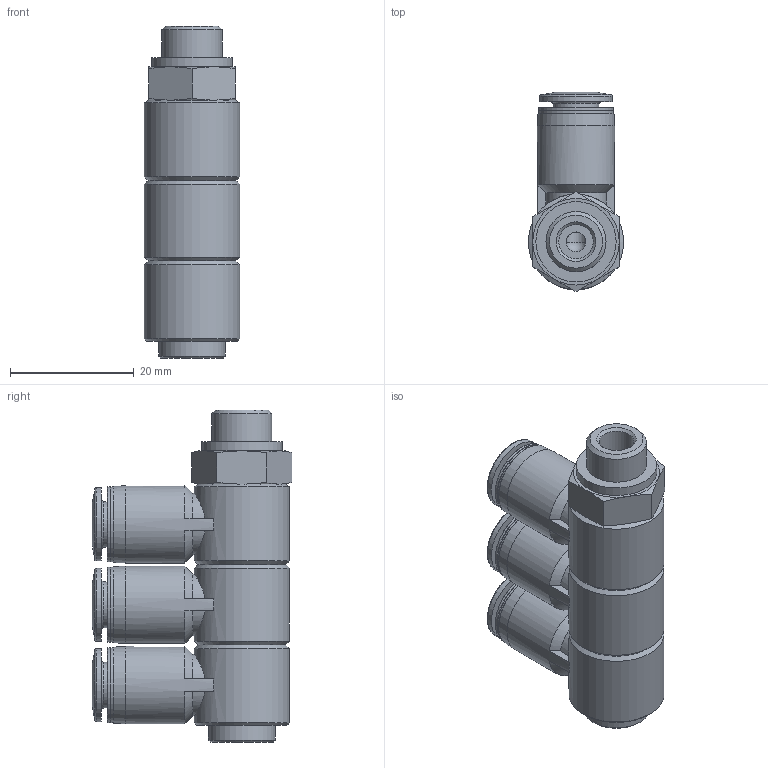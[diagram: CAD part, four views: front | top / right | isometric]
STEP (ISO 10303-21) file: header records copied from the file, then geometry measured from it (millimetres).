
FILE_DESCRIPTION(/* description */ ('STEP AP214'),/* implementation_level */ '2;1');
FILE_NAME(/* name */ '186234_QSLV3-G1_8-6',/* time_stamp */ '2024-09-11T22:20:16+02:00',/* author */ ('License CC BY-ND 4.0'),/* organization */ ('CADENAS'),/* preprocessor_version */ 'ST-DEVELOPER v19.3',/* originating_system */ 'PARTsolutions',/* authorisation */ ' ');
FILE_SCHEMA (('AUTOMOTIVE_DESIGN {1 0 10303 214 3 1 1}'));
Length unit declared in the file: millimetre
Products named in the file (1): 186234 QSLV3-G1/8-6
Bounding box: 15.4 x 32.28 x 53.7 mm (x, y, z)
Volume: 12622.6 mm3; surface area: 6926.2 mm2
Topology: 1 solids, 1 shells, 123 faces, 267 edges, 159 vertices
Faces by surface type: cone 42, plane 36, cylinder 35, torus 9, sphere 1
Full cylindrical faces by diameter (mm): 3.2 x4, 5.559 x1, 6 x3, 7.4 x3, 9.728 x1, 10.78 x1, 11.8 x3, 12.1 x6, 12.5 x3, 13 x1, 15.4 x3
Entity records: 3932 total; most frequent: CARTESIAN_POINT 659, DIRECTION 514, ORIENTED_EDGE 392, AXIS2_PLACEMENT_3D 242, EDGE_LOOP 207, FACE_BOUND 207, EDGE_CURVE 196, VERTEX_POINT 153
